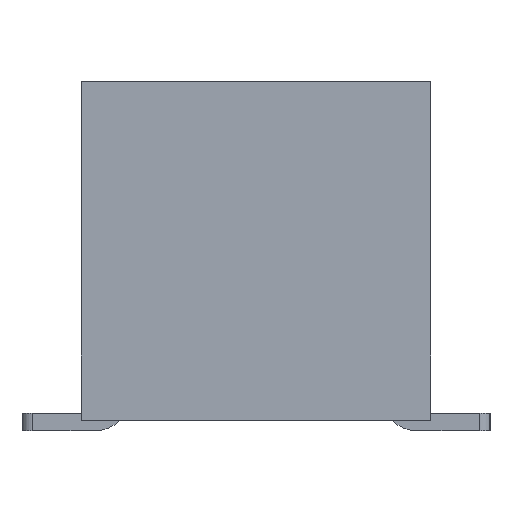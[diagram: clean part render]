
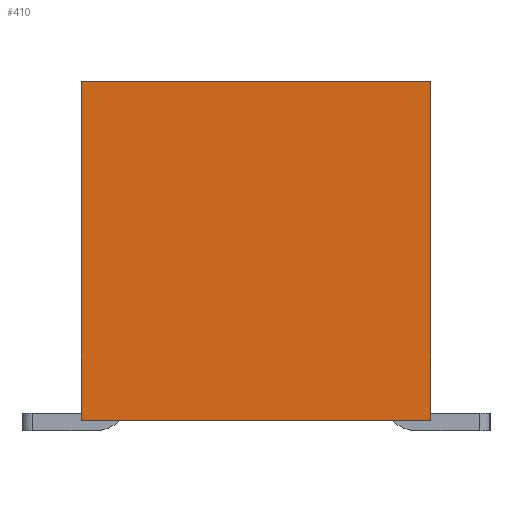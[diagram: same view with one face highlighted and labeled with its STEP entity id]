
A CAD part, left-side view. The second image highlights one B-rep face of the part: STEP entity #410.
In plain terms, the highlighted planar face has unit normal (-1, 0, 0).
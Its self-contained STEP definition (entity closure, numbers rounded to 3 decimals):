
#410=ADVANCED_FACE('',(#1952),#1196,.T.);
#1196=PLANE('',#15233);
#1952=FACE_OUTER_BOUND('',#2796,.T.);
#2796=EDGE_LOOP('',(#4096,#4097,#4098,#4099));
#4096=ORIENTED_EDGE('',*,*,#9732,.T.);
#4097=ORIENTED_EDGE('',*,*,#9673,.T.);
#4098=ORIENTED_EDGE('',*,*,#9753,.F.);
#4099=ORIENTED_EDGE('',*,*,#9754,.T.);
#8283=VERTEX_POINT('',#21016);
#8285=VERTEX_POINT('',#21020);
#8334=VERTEX_POINT('',#21130);
#8350=VERTEX_POINT('',#21168);
#9673=EDGE_CURVE('',#8283,#8285,#11815,.T.);
#9732=EDGE_CURVE('',#8334,#8283,#11874,.T.);
#9753=EDGE_CURVE('',#8350,#8285,#11895,.T.);
#9754=EDGE_CURVE('',#8350,#8334,#11896,.T.);
#11815=LINE('',#21021,#13717);
#11874=LINE('',#21129,#13776);
#11895=LINE('',#21167,#13797);
#11896=LINE('',#21169,#13798);
#13717=VECTOR('',#16676,1.);
#13776=VECTOR('',#16737,1.);
#13797=VECTOR('',#16760,1.);
#13798=VECTOR('',#16761,1.);
#15233=AXIS2_PLACEMENT_3D('',#21170,#16762,#16763);
#16676=DIRECTION('',(0.,1.,0.));
#16737=DIRECTION('',(0.,0.,1.));
#16760=DIRECTION('',(0.,0.,1.));
#16761=DIRECTION('',(0.,-1.,0.));
#16762=DIRECTION('',(-1.,0.,0.));
#16763=DIRECTION('',(0.,0.,1.));
#21016=CARTESIAN_POINT('',(0.,0.,4.4));
#21020=CARTESIAN_POINT('',(0.,5.,4.4));
#21021=CARTESIAN_POINT('',(0.,2.5,4.4));
#21129=CARTESIAN_POINT('',(0.,0.,0.));
#21130=CARTESIAN_POINT('',(0.,0.,
-0.45));
#21167=CARTESIAN_POINT('',(0.,5.,0.));
#21168=CARTESIAN_POINT('',(0.,5.,-0.45));
#21169=CARTESIAN_POINT('',(0.,5.,-0.45));
#21170=CARTESIAN_POINT('',(0.,2.5,0.));
